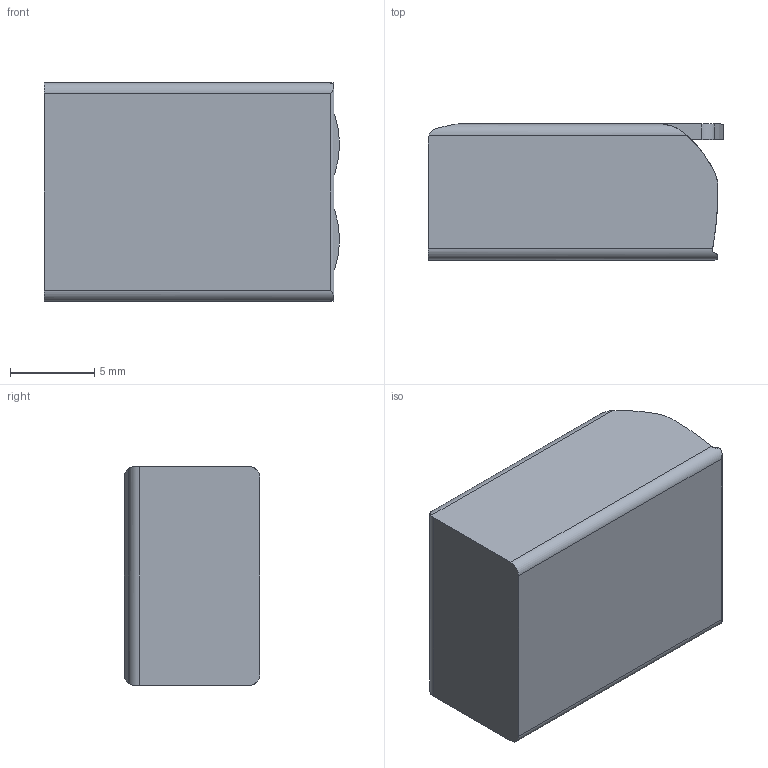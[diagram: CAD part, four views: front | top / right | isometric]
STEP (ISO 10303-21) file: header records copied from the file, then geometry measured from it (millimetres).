
FILE_DESCRIPTION(/* description */ (''),/* implementation_level */ '2;1');
FILE_NAME(/* name */ 'WAGO_2.stp',/* time_stamp */ '2024-02-16T09:35:38-06:00',/* author */ ('18179'),/* organization */ (''),/* preprocessor_version */ 'ST-DEVELOPER v19.2',/* originating_system */ 'Autodesk Inventor 2024',/* authorisation */ '');
FILE_SCHEMA (('AUTOMOTIVE_DESIGN { 1 0 10303 214 3 1 1 }'));
Length unit declared in the file: millimetre
Products named in the file (1): WAGO_2
Bounding box: 17.55 x 8.08 x 13.02 mm (x, y, z)
Volume: 1660.9 mm3; surface area: 1175.8 mm2
Topology: 1 solids, 1 shells, 113 faces, 333 edges, 222 vertices
Faces by surface type: plane 64, cylinder 49
Entity records: 4071 total; most frequent: CARTESIAN_POINT 961, ORIENTED_EDGE 666, DIRECTION 617, EDGE_CURVE 333, VERTEX_POINT 222, LINE 209, VECTOR 209, AXIS2_PLACEMENT_3D 204
